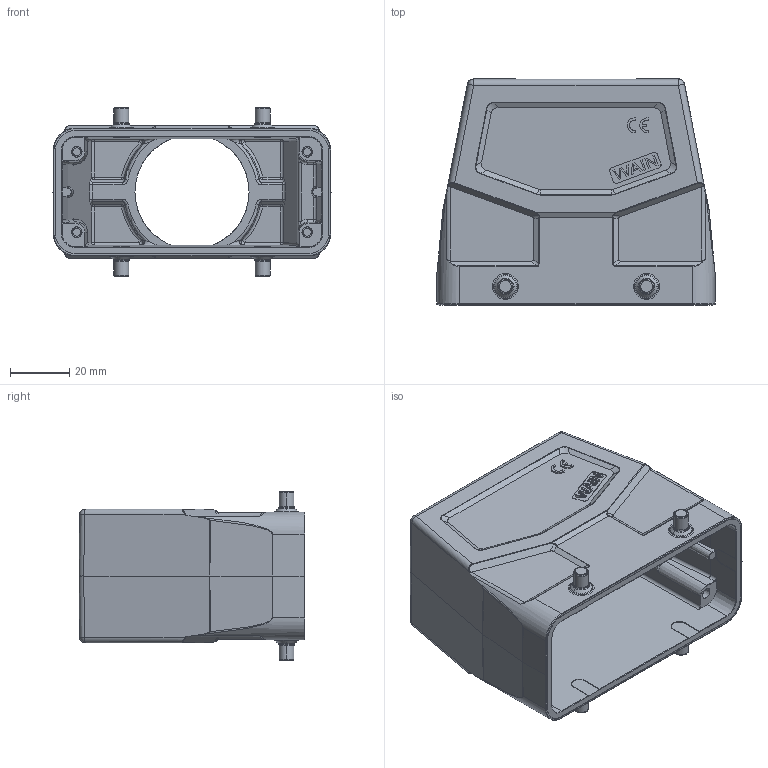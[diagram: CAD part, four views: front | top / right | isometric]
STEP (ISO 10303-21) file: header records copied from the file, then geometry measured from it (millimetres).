
FILE_DESCRIPTION((''),'2;1');
FILE_NAME('3D_1112164305008_EMC_W16B-TEH-4','2024-01-26T',('13034'),(''),'PRO/ENGINEER BY PARAMETRIC TECHNOLOGY CORPORATION, 2012480','PRO/ENGINEER BY PARAMETRIC TECHNOLOGY CORPORATION, 2012480','');
FILE_SCHEMA(('CONFIG_CONTROL_DESIGN'));
Length unit declared in the file: millimetre
Products named in the file (1): 3D_1112164305008_EMC_W16B-TEH-4
Bounding box: 93.5 x 76 x 57 mm (x, y, z)
Volume: 76213.1 mm3; surface area: 41554.5 mm2
Topology: 1 solids, 1 shells, 637 faces, 1653 edges, 1020 vertices
Faces by surface type: plane 221, cylinder 188, torus 72, bspline 69, cone 39, sphere 28, extrusion 20
Entity records: 22486 total; most frequent: CARTESIAN_POINT 7640, ORIENTED_EDGE 3254, DIRECTION 2869, EDGE_CURVE 1627, AXIS2_PLACEMENT_3D 1038, VERTEX_POINT 1020, VECTOR 793, LINE 773
